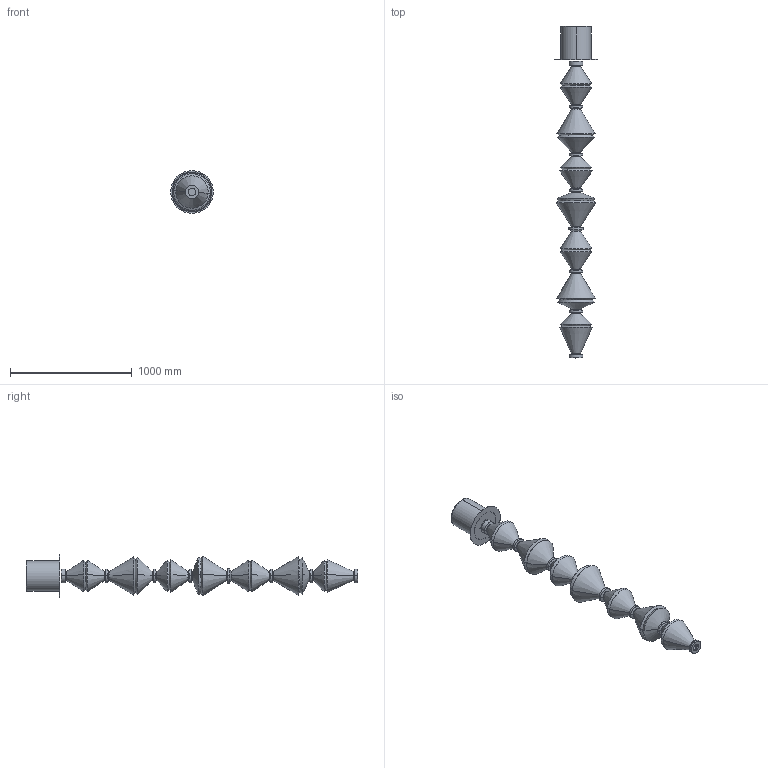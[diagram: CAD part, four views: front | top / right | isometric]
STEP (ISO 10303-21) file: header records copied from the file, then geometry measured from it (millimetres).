
FILE_DESCRIPTION (( 'STEP AP214' ), '1' );
FILE_NAME ('OIPHORIQUE P GR.STEP', '2016-05-03T16:12:56', ( 'Josep Sancho' ), ( '' ), 'SwSTEP 2.0', 'SolidWorks 2013', '' );
FILE_SCHEMA (( 'AUTOMOTIVE_DESIGN' ));
Length unit declared in the file: millimetre
Products named in the file (9): 021901200101 - ESPARRAGO ALLEN DIN913 M5X20MM PAVONADO; 054102100000 - TAPON HEMBRA GRAFILADO DIAM.6X17,5MM M5 NIQUEL; PANTALLA 3M; CONJUNTO FLORON OÏPHORIQUE P GR; 013600200000 - INTERRUPTOR ALETA BASCULANTE BJB NEGRO; 051101500124 - CONTRAPESO DIAM.240X10MM PINT. NEGRO; 026707300000 - DISCO DIAM.350X2MM DIAM.INT.75MM; 053200600000 - FUNDA BASE DIAM.250X268MM; OIPHORIQUE P GR
Assembly tree (10 placements, depth 3):
  OIPHORIQUE P GR
    CONJUNTO FLORON OÏPHORIQUE P GR
      053200600000 - FUNDA BASE DIAM.250X268MM
      026707300000 - DISCO DIAM.350X2MM DIAM.INT.75MM
      051101500124 - CONTRAPESO DIAM.240X10MM PINT. NEGRO
      013600200000 - INTERRUPTOR ALETA BASCULANTE BJB NEGRO  x2
    PANTALLA 3M
    054102100000 - TAPON HEMBRA GRAFILADO DIAM.6X17,5MM M5 NIQUEL  x2
    021901200101 - ESPARRAGO ALLEN DIN913 M5X20MM PAVONADO
Bounding box: 350 x 2727 x 350 mm (x, y, z)
Volume: 33782370.7 mm3; surface area: 3883806.3 mm2
Topology: 13 solids, 13 shells, 1088 faces, 2789 edges, 1788 vertices
Faces by surface type: plane 719, cylinder 165, cone 144, bspline 56, torus 4
Entity records: 22315 total; most frequent: CARTESIAN_POINT 4561, DIRECTION 3594, ORIENTED_EDGE 3560, EDGE_CURVE 1780, VECTOR 1270, LINE 1270, AXIS2_PLACEMENT_3D 1162, VERTEX_POINT 1118
